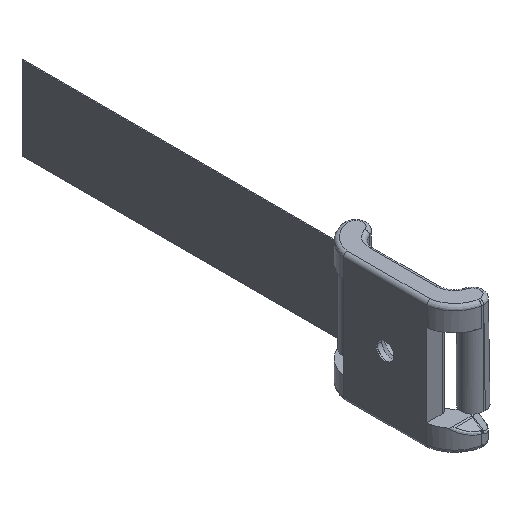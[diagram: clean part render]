
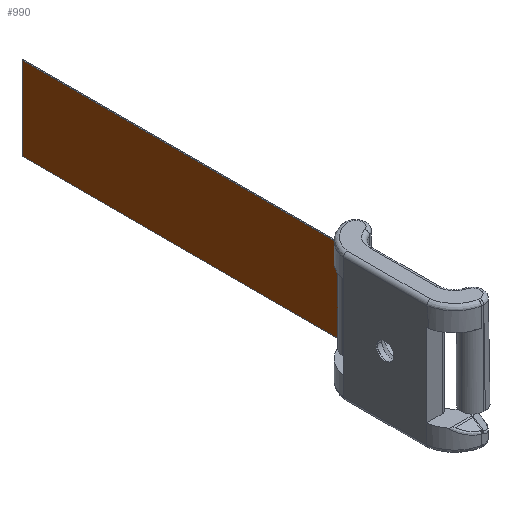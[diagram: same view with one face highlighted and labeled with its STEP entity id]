
A CAD part, isometric view. The second image highlights one B-rep face of the part: STEP entity #990.
In plain terms, the highlighted planar face has unit normal (-1, 0, 0).
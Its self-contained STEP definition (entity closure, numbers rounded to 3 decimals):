
#187 = DIRECTION ( 'NONE',  ( 0., 0., -1. ) ) ;
#282 = LINE ( 'NONE', #484, #1464 ) ;
#326 = CARTESIAN_POINT ( 'NONE',  ( 7.636, 17.249, 51. ) ) ;
#367 = DIRECTION ( 'NONE',  ( 0., 1., 0. ) ) ;
#406 = CARTESIAN_POINT ( 'NONE',  ( 7.636, 102.249, 29. ) ) ;
#441 = VECTOR ( 'NONE', #810, 1000. ) ;
#484 = CARTESIAN_POINT ( 'NONE',  ( 7.636, 17.249, 29. ) ) ;
#489 = EDGE_CURVE ( 'NONE', #2726, #1468, #1864, .T. ) ;
#568 = CARTESIAN_POINT ( 'NONE',  ( 7.636, 17.249, 51. ) ) ;
#810 = DIRECTION ( 'NONE',  ( 0., -1., 0. ) ) ;
#958 = DIRECTION ( 'NONE',  ( 0., -1., 0. ) ) ;
#961 = AXIS2_PLACEMENT_3D ( 'NONE', #2339, #1255, #367 ) ;
#990 = ADVANCED_FACE ( 'NONE', ( #2784 ), #1456, .F. ) ;
#1009 = DIRECTION ( 'NONE',  ( 0., 0., -1. ) ) ;
#1102 = ORIENTED_EDGE ( 'NONE', *, *, #2477, .F. ) ;
#1197 = CARTESIAN_POINT ( 'NONE',  ( 7.636, 102.249, 51. ) ) ;
#1245 = ORIENTED_EDGE ( 'NONE', *, *, #1527, .T. ) ;
#1255 = DIRECTION ( 'NONE',  ( 1., 0., 0. ) ) ;
#1262 = EDGE_LOOP ( 'NONE', ( #1628, #1245, #2156, #1102 ) ) ;
#1310 = CARTESIAN_POINT ( 'NONE',  ( 7.636, 17.249, 143.08 ) ) ;
#1456 = PLANE ( 'NONE',  #961 ) ;
#1464 = VECTOR ( 'NONE', #958, 1000. ) ;
#1468 = VERTEX_POINT ( 'NONE', #326 ) ;
#1527 = EDGE_CURVE ( 'NONE', #2726, #2571, #1928, .T. ) ;
#1628 = ORIENTED_EDGE ( 'NONE', *, *, #489, .F. ) ;
#1856 = VECTOR ( 'NONE', #1009, 1000. ) ;
#1857 = VECTOR ( 'NONE', #187, 1000. ) ;
#1864 = LINE ( 'NONE', #568, #441 ) ;
#1881 = EDGE_CURVE ( 'NONE', #2571, #2171, #282, .T. ) ;
#1928 = LINE ( 'NONE', #2599, #1856 ) ;
#2156 = ORIENTED_EDGE ( 'NONE', *, *, #1881, .T. ) ;
#2171 = VERTEX_POINT ( 'NONE', #2607 ) ;
#2339 = CARTESIAN_POINT ( 'NONE',  ( 7.636, 17.249, 143.08 ) ) ;
#2477 = EDGE_CURVE ( 'NONE', #1468, #2171, #2842, .T. ) ;
#2571 = VERTEX_POINT ( 'NONE', #406 ) ;
#2599 = CARTESIAN_POINT ( 'NONE',  ( 7.636, 102.249, 143.08 ) ) ;
#2607 = CARTESIAN_POINT ( 'NONE',  ( 7.636, 17.249, 29. ) ) ;
#2726 = VERTEX_POINT ( 'NONE', #1197 ) ;
#2784 = FACE_OUTER_BOUND ( 'NONE', #1262, .T. ) ;
#2842 = LINE ( 'NONE', #1310, #1857 ) ;
